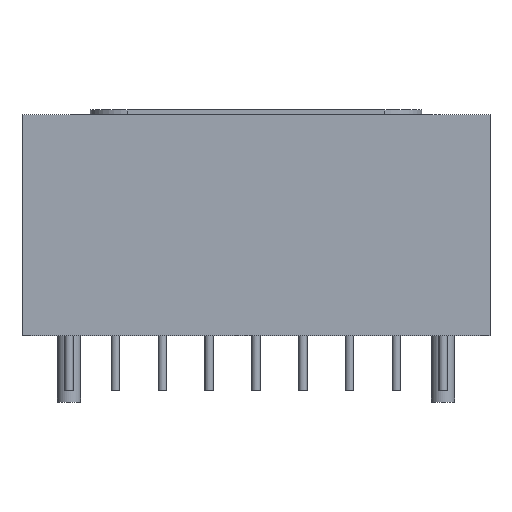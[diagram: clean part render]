
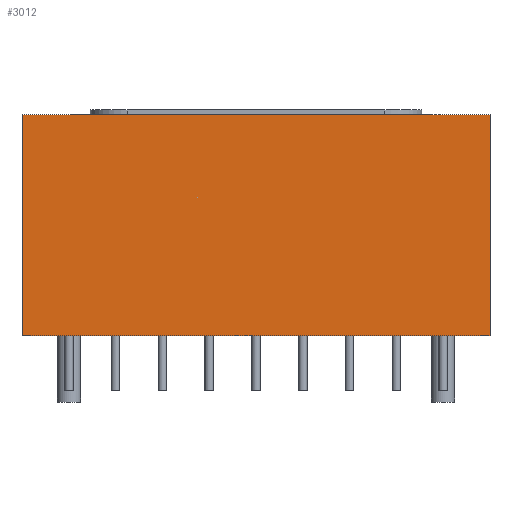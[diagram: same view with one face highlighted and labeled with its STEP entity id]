
A CAD part, front view. The second image highlights one B-rep face of the part: STEP entity #3012.
In plain terms, the highlighted planar face has unit normal (0, -1, 0).
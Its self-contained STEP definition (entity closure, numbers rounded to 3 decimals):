
#35=PLANE($,#3323);
#255=FACE_OUTER_BOUND($,#486,.T.);
#486=EDGE_LOOP($,(#2260,#2261,#2262,#2263));
#753=LINE($,#5043,#1013);
#774=LINE($,#5096,#1034);
#776=LINE($,#5100,#1036);
#777=LINE($,#5101,#1037);
#1013=VECTOR($,#3847,25.4);
#1034=VECTOR($,#3890,12.);
#1036=VECTOR($,#3894,12.);
#1037=VECTOR($,#3895,25.4);
#1495=VERTEX_POINT($,#5039);
#1496=VERTEX_POINT($,#5041);
#1517=VERTEX_POINT($,#5095);
#1518=VERTEX_POINT($,#5099);
#1789=EDGE_CURVE($,#1495,#1496,#753,.T.);
#1820=EDGE_CURVE($,#1517,#1495,#774,.T.);
#1822=EDGE_CURVE($,#1518,#1496,#776,.T.);
#1823=EDGE_CURVE($,#1517,#1518,#777,.T.);
#2260=ORIENTED_EDGE($,*,*,#1789,.T.);
#2261=ORIENTED_EDGE($,*,*,#1822,.F.);
#2262=ORIENTED_EDGE($,*,*,#1823,.F.);
#2263=ORIENTED_EDGE($,*,*,#1820,.T.);
#3012=ADVANCED_FACE($,(#255),#35,.F.);
#3323=AXIS2_PLACEMENT_3D($,#5098,#3892,#3893);
#3847=DIRECTION($,(1.,0.,0.));
#3890=DIRECTION($,(0.,0.,-1.));
#3892=DIRECTION('center_axis',(0.,1.,0.));
#3893=DIRECTION('ref_axis',(-1.,0.,0.));
#3894=DIRECTION($,(0.,0.,-1.));
#3895=DIRECTION($,(1.,0.,0.));
#5039=CARTESIAN_POINT('',(-12.7,-3.06,0.));
#5041=CARTESIAN_POINT('',(12.7,-3.06,0.));
#5043=CARTESIAN_POINT($,(12.7,-3.06,0.));
#5095=CARTESIAN_POINT('',(-12.7,-3.06,12.));
#5096=CARTESIAN_POINT($,(-12.7,-3.06,12.));
#5098=CARTESIAN_POINT('Origin',(12.7,-3.06,12.));
#5099=CARTESIAN_POINT('',(12.7,-3.06,12.));
#5100=CARTESIAN_POINT($,(12.7,-3.06,12.));
#5101=CARTESIAN_POINT($,(12.7,-3.06,12.));
